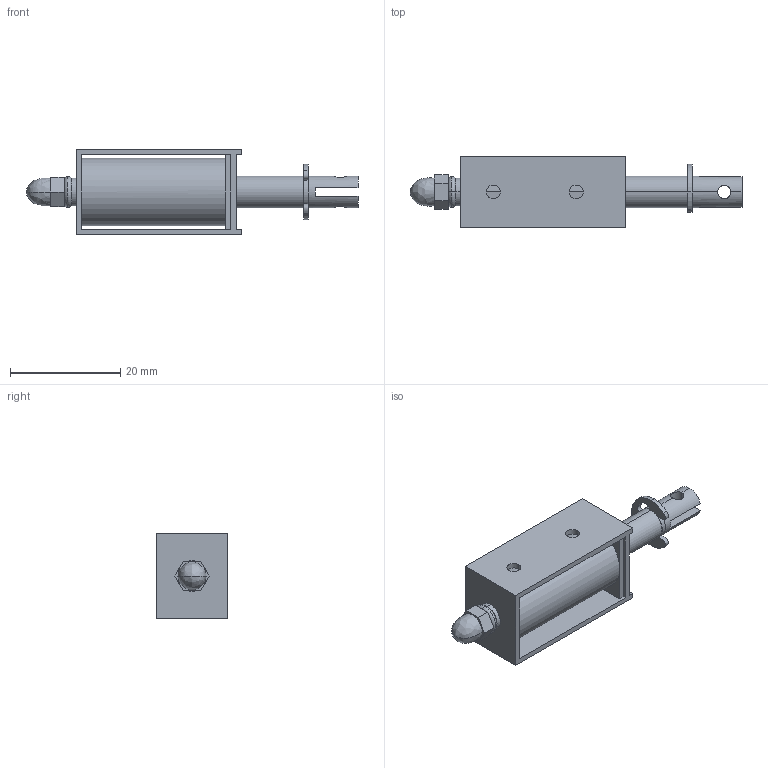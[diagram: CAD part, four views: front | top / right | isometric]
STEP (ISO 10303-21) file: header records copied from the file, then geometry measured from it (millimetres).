
FILE_DESCRIPTION (( 'STEP AP203' ), '1' );
FILE_NAME ('JF-0530B Selenoid itme çekme valfi.STEP', '2021-09-07T08:11:05', ( '' ), ( '' ), 'SwSTEP 2.0', 'SolidWorks 2020', '' );
FILE_SCHEMA (( 'CONFIG_CONTROL_DESIGN' ));
Length unit declared in the file: millimetre
Products named in the file (1): JF-0530B Selenoid itme çekme valfi
Bounding box: 60.1 x 13 x 15.5 mm (x, y, z)
Volume: 4976.4 mm3; surface area: 4110.4 mm2
Topology: 2 solids, 2 shells, 89 faces, 222 edges, 143 vertices
Faces by surface type: plane 43, cylinder 36, bspline 6, torus 4
Entity records: 2881 total; most frequent: CARTESIAN_POINT 619, DIRECTION 460, ORIENTED_EDGE 440, EDGE_CURVE 220, AXIS2_PLACEMENT_3D 170, VERTEX_POINT 143, VECTOR 120, LINE 120
